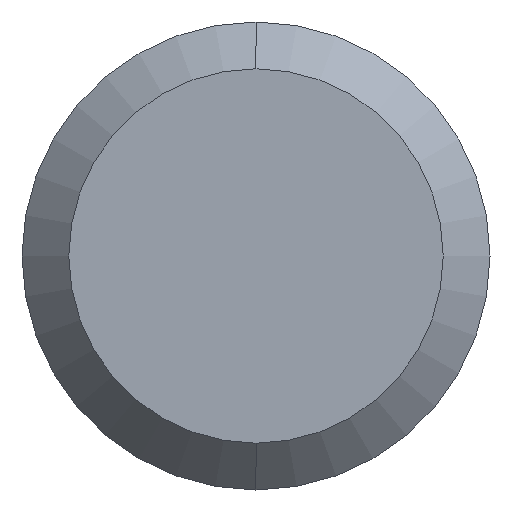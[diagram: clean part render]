
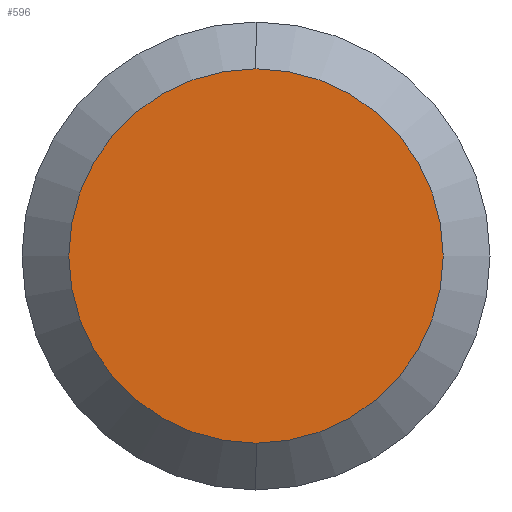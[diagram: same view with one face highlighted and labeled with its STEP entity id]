
A CAD part, left-side view. The second image highlights one B-rep face of the part: STEP entity #596.
In plain terms, the highlighted planar face has unit normal (-1, 0, 0).
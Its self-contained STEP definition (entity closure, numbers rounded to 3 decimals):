
#8 = CIRCLE ( 'NONE', #221, 4. ) ;
#23 = CARTESIAN_POINT ( 'NONE',  ( 0., 0., 4. ) ) ;
#42 = DIRECTION ( 'NONE',  ( 1., 0., 0. ) ) ;
#166 = ORIENTED_EDGE ( 'NONE', *, *, #527, .T. ) ;
#182 = CARTESIAN_POINT ( 'NONE',  ( 0., 0., 0. ) ) ;
#221 = AXIS2_PLACEMENT_3D ( 'NONE', #182, #630, #270 ) ;
#246 = CARTESIAN_POINT ( 'NONE',  ( 0., 0., 0. ) ) ;
#249 = FACE_OUTER_BOUND ( 'NONE', #275, .T. ) ;
#253 = CARTESIAN_POINT ( 'NONE',  ( 0., 0., -4. ) ) ;
#270 = DIRECTION ( 'NONE',  ( 0., 0., 1. ) ) ;
#275 = EDGE_LOOP ( 'NONE', ( #166, #906 ) ) ;
#317 = DIRECTION ( 'NONE',  ( -1., 0., 0. ) ) ;
#386 = PLANE ( 'NONE',  #706 ) ;
#455 = DIRECTION ( 'NONE',  ( 0., 0., -1. ) ) ;
#527 = EDGE_CURVE ( 'NONE', #737, #839, #818, .T. ) ;
#596 = ADVANCED_FACE ( 'NONE', ( #249 ), #386, .F. ) ;
#630 = DIRECTION ( 'NONE',  ( -1., 0., 0. ) ) ;
#706 = AXIS2_PLACEMENT_3D ( 'NONE', #744, #42, #455 ) ;
#725 = EDGE_CURVE ( 'NONE', #839, #737, #8, .T. ) ;
#737 = VERTEX_POINT ( 'NONE', #253 ) ;
#744 = CARTESIAN_POINT ( 'NONE',  ( 0., 0., 0. ) ) ;
#813 = DIRECTION ( 'NONE',  ( 0., 0., 1. ) ) ;
#818 = CIRCLE ( 'NONE', #837, 4. ) ;
#837 = AXIS2_PLACEMENT_3D ( 'NONE', #246, #317, #813 ) ;
#839 = VERTEX_POINT ( 'NONE', #23 ) ;
#906 = ORIENTED_EDGE ( 'NONE', *, *, #725, .T. ) ;
